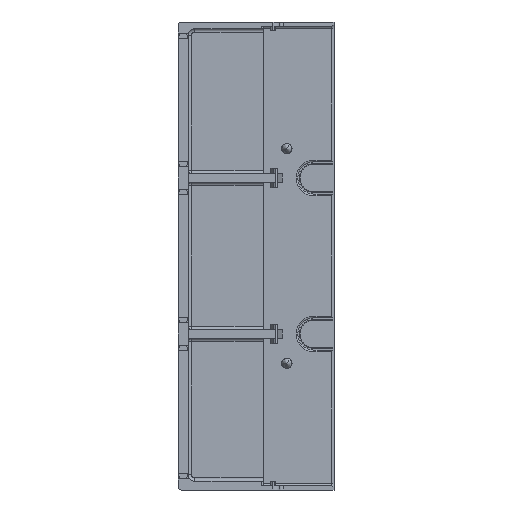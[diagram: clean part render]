
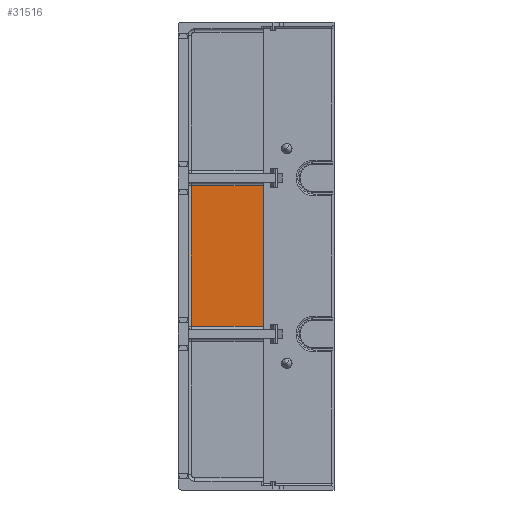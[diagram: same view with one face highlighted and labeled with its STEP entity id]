
A CAD part, front view. The second image highlights one B-rep face of the part: STEP entity #31516.
In plain terms, the highlighted planar face has unit normal (0, -1, 0).
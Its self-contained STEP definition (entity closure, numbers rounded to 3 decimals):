
#6372=DIRECTION('',(0.,0.,-1.));
#6373=VECTOR('',#6372,41.9);
#6374=CARTESIAN_POINT('',(-122.,26.25,-25.55));
#6375=LINE('',#6374,#6373);
#6376=DIRECTION('',(-1.,0.,0.));
#6377=VECTOR('',#6376,21.45);
#6378=CARTESIAN_POINT('',(-122.,26.25,-67.45));
#6379=LINE('',#6378,#6377);
#6380=DIRECTION('',(0.,0.,1.));
#6381=VECTOR('',#6380,41.9);
#6382=CARTESIAN_POINT('',(-143.45,26.25,-67.45));
#6383=LINE('',#6382,#6381);
#6384=DIRECTION('',(-1.,0.,0.));
#6385=VECTOR('',#6384,21.45);
#6386=CARTESIAN_POINT('',(-122.,26.25,-25.55));
#6387=LINE('',#6386,#6385);
#21458=CARTESIAN_POINT('',(-143.45,26.25,-67.45));
#21459=VERTEX_POINT('',#21458);
#21460=CARTESIAN_POINT('',(-143.45,26.25,-25.55));
#21461=VERTEX_POINT('',#21460);
#21905=CARTESIAN_POINT('',(-122.,26.25,-67.45));
#21906=VERTEX_POINT('',#21905);
#21907=CARTESIAN_POINT('',(-122.,26.25,-25.55));
#21908=VERTEX_POINT('',#21907);
#31502=CARTESIAN_POINT('',(-132.725,26.25,-46.5));
#31503=DIRECTION('',(0.,1.,0.));
#31504=DIRECTION('',(0.,0.,-1.));
#31505=AXIS2_PLACEMENT_3D('',#31502,#31503,#31504);
#31506=PLANE('',#31505);
#31508=ORIENTED_EDGE('',*,*,#31507,.F.);
#31510=ORIENTED_EDGE('',*,*,#31509,.T.);
#31512=ORIENTED_EDGE('',*,*,#31511,.T.);
#31513=ORIENTED_EDGE('',*,*,#31495,.T.);
#31514=EDGE_LOOP('',(#31508,#31510,#31512,#31513));
#31515=FACE_OUTER_BOUND('',#31514,.F.);
#31495=EDGE_CURVE('',#21459,#21461,#6383,.T.);
#31507=EDGE_CURVE('',#21908,#21461,#6387,.T.);
#31509=EDGE_CURVE('',#21908,#21906,#6375,.T.);
#31511=EDGE_CURVE('',#21906,#21459,#6379,.T.);
#31516=ADVANCED_FACE('',(#31515),#31506,.F.);
